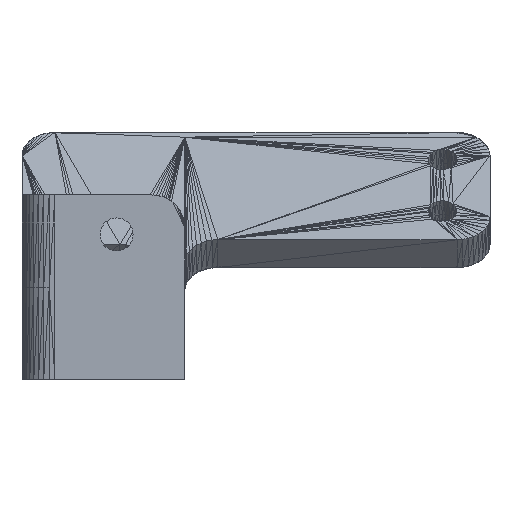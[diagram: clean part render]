
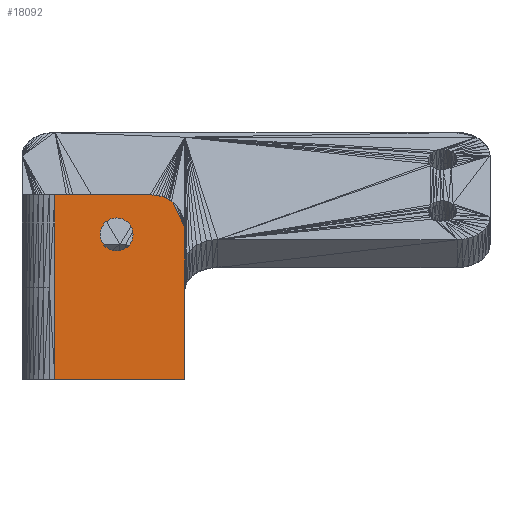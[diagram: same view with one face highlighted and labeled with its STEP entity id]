
A CAD part, front view. The second image highlights one B-rep face of the part: STEP entity #18092.
In plain terms, the highlighted planar face has unit normal (0, -1, 0).
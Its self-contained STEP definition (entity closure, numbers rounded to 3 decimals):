
#17=FACE_BOUND('',#3313,.T.);
#90=PLANE('',#19808);
#1700=FACE_OUTER_BOUND('',#3312,.T.);
#3312=EDGE_LOOP('',(#13438,#13439,#13440,#13441,#13442,#13443,#13444,#13445,
#13446));
#3313=EDGE_LOOP('',(#13447));
#4968=LINE('',#27551,#7355);
#4969=LINE('',#27553,#7356);
#4970=LINE('',#27555,#7357);
#4971=LINE('',#27557,#7358);
#4972=LINE('',#27559,#7359);
#4973=LINE('',#27561,#7360);
#4974=LINE('',#27563,#7361);
#4975=LINE('',#27565,#7362);
#4976=LINE('',#27566,#7363);
#7355=VECTOR('',#21853,10.);
#7356=VECTOR('',#21854,10.);
#7357=VECTOR('',#21855,10.);
#7358=VECTOR('',#21856,10.);
#7359=VECTOR('',#21857,1.);
#7360=VECTOR('',#21858,10.);
#7361=VECTOR('',#21859,10.);
#7362=VECTOR('',#21860,10.);
#7363=VECTOR('',#21861,10.);
#9596=CIRCLE('',#19616,2.5);
#9688=VERTEX_POINT('',#27112);
#9786=VERTEX_POINT('',#27549);
#9787=VERTEX_POINT('',#27550);
#9788=VERTEX_POINT('',#27552);
#9789=VERTEX_POINT('',#27554);
#9790=VERTEX_POINT('',#27556);
#9791=VERTEX_POINT('',#27558);
#9792=VERTEX_POINT('',#27560);
#9793=VERTEX_POINT('',#27562);
#9794=VERTEX_POINT('',#27564);
#10525=EDGE_CURVE('',#9688,#9688,#9596,.T.);
#10763=EDGE_CURVE('',#9786,#9787,#4968,.T.);
#10764=EDGE_CURVE('',#9788,#9786,#4969,.T.);
#10765=EDGE_CURVE('',#9789,#9788,#4970,.T.);
#10766=EDGE_CURVE('',#9790,#9789,#4971,.T.);
#10767=EDGE_CURVE('',#9790,#9791,#4972,.T.);
#10768=EDGE_CURVE('',#9791,#9792,#4973,.T.);
#10769=EDGE_CURVE('',#9792,#9793,#4974,.T.);
#10770=EDGE_CURVE('',#9793,#9794,#4975,.T.);
#10771=EDGE_CURVE('',#9794,#9787,#4976,.T.);
#13438=ORIENTED_EDGE('',*,*,#10763,.F.);
#13439=ORIENTED_EDGE('',*,*,#10764,.F.);
#13440=ORIENTED_EDGE('',*,*,#10765,.F.);
#13441=ORIENTED_EDGE('',*,*,#10766,.F.);
#13442=ORIENTED_EDGE('',*,*,#10767,.T.);
#13443=ORIENTED_EDGE('',*,*,#10768,.T.);
#13444=ORIENTED_EDGE('',*,*,#10769,.T.);
#13445=ORIENTED_EDGE('',*,*,#10770,.T.);
#13446=ORIENTED_EDGE('',*,*,#10771,.T.);
#13447=ORIENTED_EDGE('',*,*,#10525,.T.);
#18092=ADVANCED_FACE('',(#1700,#17),#90,.T.);
#19616=AXIS2_PLACEMENT_3D('',#27113,#21321,#21322);
#19808=AXIS2_PLACEMENT_3D('',#27548,#21851,#21852);
#21321=DIRECTION('center_axis',(0.,1.,0.));
#21322=DIRECTION('ref_axis',(0.,0.,-1.));
#21851=DIRECTION('center_axis',(0.,-1.,0.));
#21852=DIRECTION('ref_axis',(0.,0.,-1.));
#21853=DIRECTION('',(1.,0.,0.));
#21854=DIRECTION('',(0.,0.,1.));
#21855=DIRECTION('',(-1.,0.,0.));
#21856=DIRECTION('',(0.,0.,-1.));
#21857=DIRECTION('',(-0.423,0.,0.906));
#21858=DIRECTION('',(-0.819,0.,0.574));
#21859=DIRECTION('',(-0.906,0.,0.423));
#21860=DIRECTION('',(-0.966,0.,0.259));
#21861=DIRECTION('',(-0.996,0.,0.087));
#27112=CARTESIAN_POINT('',(-21.15,-53.5,24.5));
#27113=CARTESIAN_POINT('Origin',(-21.15,-53.5,22.));
#27548=CARTESIAN_POINT('Origin',(-14.843,-53.5,21.697));
#27549=CARTESIAN_POINT('',(-30.5,-53.5,28.));
#27550=CARTESIAN_POINT('',(-15.8,-53.5,28.));
#27551=CARTESIAN_POINT('',(-19.272,-53.5,28.));
#27552=CARTESIAN_POINT('',(-30.5,-53.5,0.));
#27553=CARTESIAN_POINT('',(-30.5,-53.5,17.849));
#27554=CARTESIAN_POINT('',(-10.8,-53.5,0.));
#27555=CARTESIAN_POINT('',(-19.193,-53.5,0.));
#27556=CARTESIAN_POINT('',(-10.8,-53.5,23.));
#27557=CARTESIAN_POINT('',(-10.8,-53.5,16.416));
#27558=CARTESIAN_POINT('',(-12.586,-53.5,26.83));
#27559=CARTESIAN_POINT('',(-10.8,-53.5,23.));
#27560=CARTESIAN_POINT('',(-13.3,-53.5,27.33));
#27561=CARTESIAN_POINT('',(-12.258,-53.5,26.601));
#27562=CARTESIAN_POINT('',(-14.09,-53.5,27.698));
#27563=CARTESIAN_POINT('',(-12.994,-53.5,27.188));
#27564=CARTESIAN_POINT('',(-14.932,-53.5,27.924));
#27565=CARTESIAN_POINT('',(-13.845,-53.5,27.633));
#27566=CARTESIAN_POINT('',(-14.834,-53.5,27.915));
